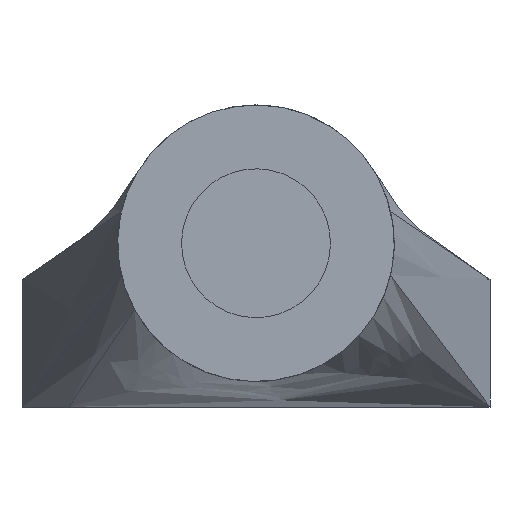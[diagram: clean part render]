
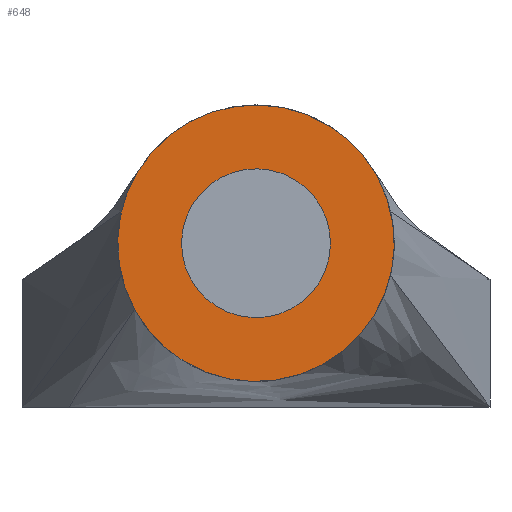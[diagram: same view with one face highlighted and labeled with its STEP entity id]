
A CAD part, front view. The second image highlights one B-rep face of the part: STEP entity #648.
In plain terms, the highlighted planar face has unit normal (0, -1, 0).
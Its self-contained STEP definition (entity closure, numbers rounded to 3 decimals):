
#546=AXIS2_PLACEMENT_3D('Circle Axis2P3D',#544,#545,$) ;
#571=AXIS2_PLACEMENT_3D('Circle Axis2P3D',#569,#570,$) ;
#589=AXIS2_PLACEMENT_3D('Circle Axis2P3D',#587,#588,$) ;
#620=AXIS2_PLACEMENT_3D('Circle Axis2P3D',#618,#619,$) ;
#638=AXIS2_PLACEMENT_3D('Plane Axis2P3D',#635,#636,#637) ;
#541=CARTESIAN_POINT('Vertex',(7.036,0.,4.689)) ;
#544=CARTESIAN_POINT('Axis2P3D Location',(5.5,0.,3.85)) ;
#548=CARTESIAN_POINT('Vertex',(3.964,0.,3.011)) ;
#569=CARTESIAN_POINT('Axis2P3D Location',(5.5,0.,3.85)) ;
#587=CARTESIAN_POINT('Axis2P3D Location',(5.5,0.,3.85)) ;
#591=CARTESIAN_POINT('Vertex',(8.352,0.,5.408)) ;
#593=CARTESIAN_POINT('Vertex',(2.648,0.,2.292)) ;
#618=CARTESIAN_POINT('Axis2P3D Location',(5.5,0.,3.85)) ;
#635=CARTESIAN_POINT('Axis2P3D Location',(8.75,0.,3.85)) ;
#545=DIRECTION('Axis2P3D Direction',(0.,-1.,0.)) ;
#570=DIRECTION('Axis2P3D Direction',(0.,-1.,0.)) ;
#588=DIRECTION('Axis2P3D Direction',(0.,-1.,0.)) ;
#619=DIRECTION('Axis2P3D Direction',(0.,-1.,0.)) ;
#636=DIRECTION('Axis2P3D Direction',(0.,-1.,0.)) ;
#637=DIRECTION('Axis2P3D XDirection',(1.,0.,0.)) ;
#641=ORIENTED_EDGE('',*,*,#622,.T.) ;
#642=ORIENTED_EDGE('',*,*,#595,.T.) ;
#645=ORIENTED_EDGE('',*,*,#550,.F.) ;
#646=ORIENTED_EDGE('',*,*,#573,.F.) ;
#647=FACE_BOUND('',#644,.T.) ;
#648=ADVANCED_FACE('S3D',(#643,#647),#639,.T.) ;
#547=CIRCLE('generated circle',#546,1.75) ;
#572=CIRCLE('generated circle',#571,1.75) ;
#590=CIRCLE('generated circle',#589,3.25) ;
#621=CIRCLE('generated circle',#620,3.25) ;
#550=EDGE_CURVE('',#542,#549,#547,.T.) ;
#573=EDGE_CURVE('',#549,#542,#572,.T.) ;
#595=EDGE_CURVE('',#592,#594,#590,.T.) ;
#622=EDGE_CURVE('',#594,#592,#621,.T.) ;
#640=EDGE_LOOP('',(#641,#642)) ;
#644=EDGE_LOOP('',(#645,#646)) ;
#643=FACE_OUTER_BOUND('',#640,.T.) ;
#639=PLANE('',#638) ;
#542=VERTEX_POINT('',#541) ;
#549=VERTEX_POINT('',#548) ;
#592=VERTEX_POINT('',#591) ;
#594=VERTEX_POINT('',#593) ;
